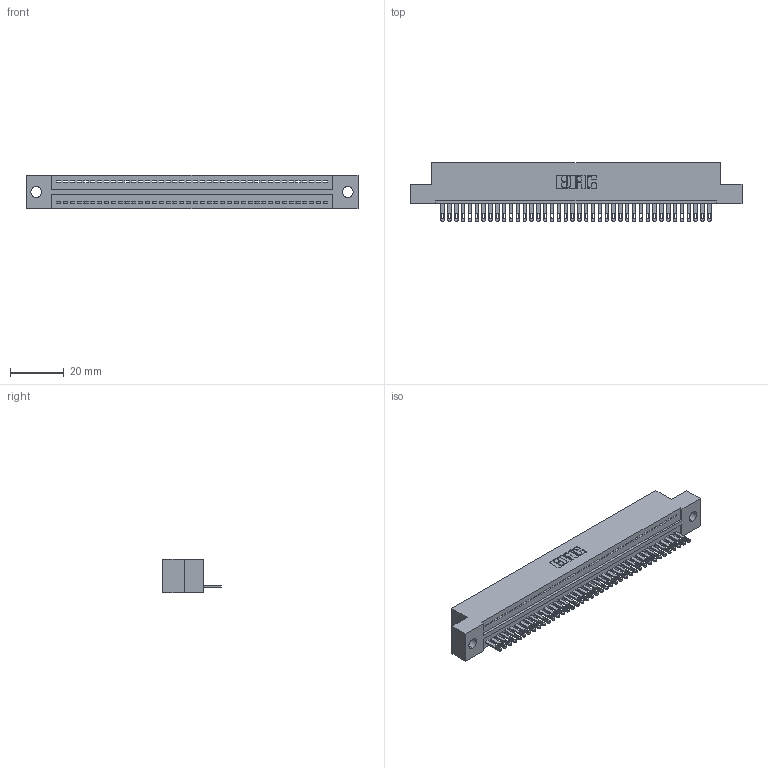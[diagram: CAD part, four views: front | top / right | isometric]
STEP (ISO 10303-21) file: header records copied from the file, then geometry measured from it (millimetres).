
FILE_DESCRIPTION (( 'STEP AP203' ), '1' );
FILE_NAME ('325-040-500-109.STEP', '2020-02-24T21:19:44', ( '' ), ( '' ), 'SwSTEP 2.0', 'SolidWorks 2016', '' );
FILE_SCHEMA (( 'CONFIG_CONTROL_DESIGN' ));
Length unit declared in the file: inch
Products named in the file (3): 325 Part_.160 TH; 325-292-001_325-293-100; 325-040-500-109
Assembly tree (41 placements, depth 2):
  325-040-500-109
    325 Part_.160 TH
    325-292-001_325-293-100  x40
Bounding box: 123.32 x 21.84 x 12.45 mm (x, y, z)
Volume: 15433.4 mm3; surface area: 16816.5 mm2
Topology: 41 solids, 41 shells, 2274 faces, 7031 edges, 4686 vertices
Faces by surface type: plane 1510, cylinder 764
Entity records: 24645 total; most frequent: CARTESIAN_POINT 4258, ORIENTED_EDGE 4234, DIRECTION 3597, EDGE_CURVE 2117, VECTOR 1985, LINE 1985, VERTEX_POINT 1410, AXIS2_PLACEMENT_3D 806
